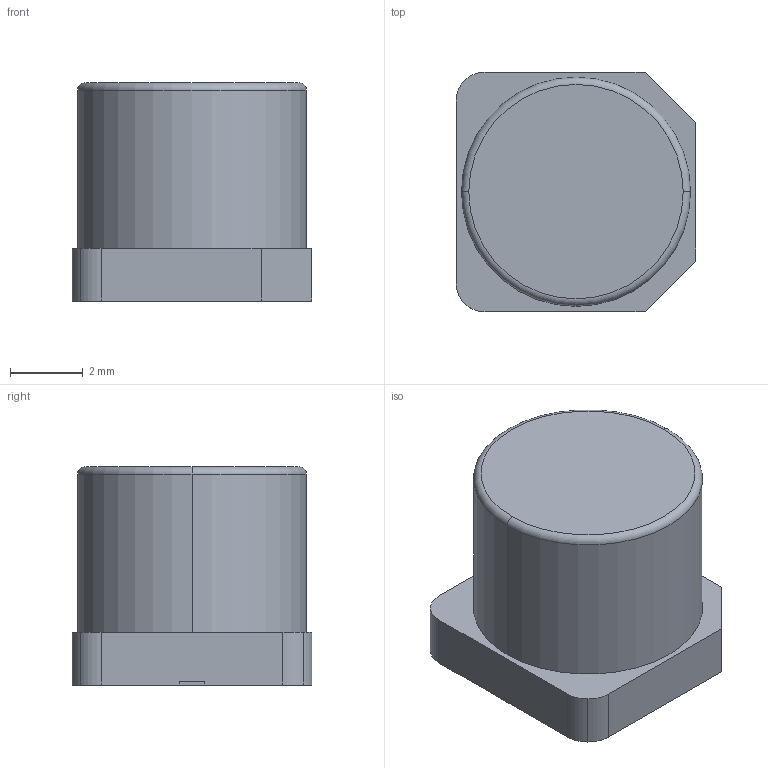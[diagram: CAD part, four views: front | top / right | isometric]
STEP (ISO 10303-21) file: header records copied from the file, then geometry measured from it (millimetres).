
FILE_DESCRIPTION(('STEP AP214'),'1');
FILE_NAME('36317.stp','2014-06-30T11:48:08',('TraceParts'),('TraceParts S.A.'),'XStep 1.0',' ',' ');
FILE_SCHEMA(('automotive_design'));
Length unit declared in the file: millimetre
Products named in the file (4): C6|φ6:1;ソリッド1; C6|φ6(端子):1;ソリッド1; C6|φ6(端子):2;ソリッド1; C6|C6:1;ソリッド1
Bounding box: 6.6 x 6.6 x 6 mm (x, y, z)
Volume: 201.6 mm3; surface area: 278.3 mm2
Topology: 4 solids, 4 shells, 38 faces, 88 edges, 58 vertices
Faces by surface type: plane 26, cylinder 10, torus 2
Entity records: 2207 total; most frequent: DIRECTION 196, STYLED_ITEM 188, PRESENTATION_STYLE_ASSIGNMENT 188, CARTESIAN_POINT 188, COLOUR_RGB 188, ORIENTED_EDGE 176, EDGE_CURVE 88, CURVE_STYLE 88
